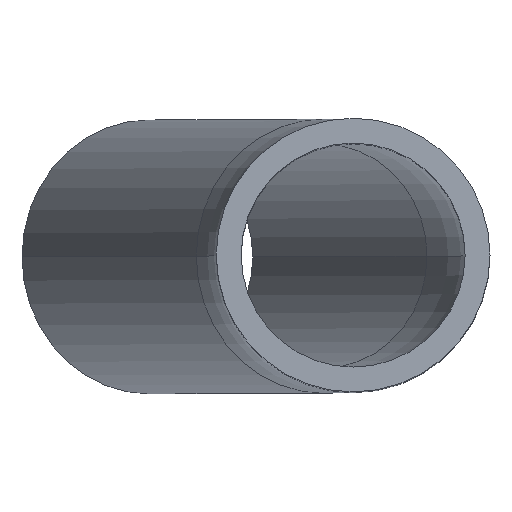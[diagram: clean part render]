
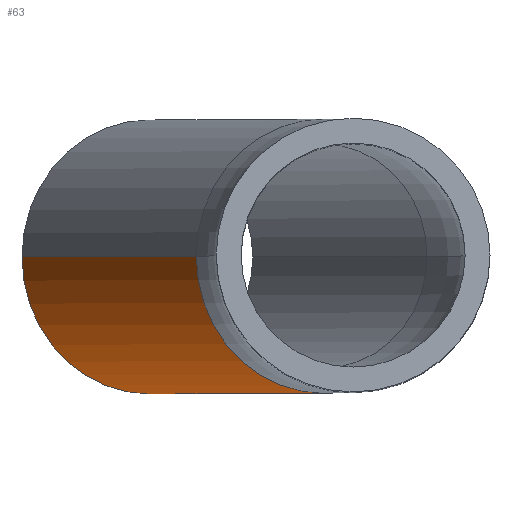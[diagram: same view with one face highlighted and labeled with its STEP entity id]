
A CAD part, top view. The second image highlights one B-rep face of the part: STEP entity #63.
In plain terms, the highlighted cylindrical face has radius 55 mm (diameter 110 mm), a partial arc.
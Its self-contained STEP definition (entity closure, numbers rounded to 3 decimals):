
#63=ADVANCED_FACE('',(#123),#124,.T.);
#123=FACE_OUTER_BOUND('',#175,.T.);
#124=CYLINDRICAL_SURFACE('',#176,55.0);
#175=EDGE_LOOP('',(#284,#285,#286,#287));
#176=AXIS2_PLACEMENT_3D('',#288,#289,#290);
#284=ORIENTED_EDGE('',*,*,#314,.T.);
#285=ORIENTED_EDGE('',*,*,#312,.F.);
#286=ORIENTED_EDGE('',*,*,#316,.T.);
#287=ORIENTED_EDGE('',*,*,#343,.F.);
#288=CARTESIAN_POINT('',(-47.027,0.0,-116.395));
#289=DIRECTION('',(0.375,0.0,0.927));
#290=DIRECTION('',(0.927,0.0,-0.375));
#312=EDGE_CURVE('',#366,#362,#368,.T.);
#314=EDGE_CURVE('',#370,#362,#371,.T.);
#316=EDGE_CURVE('',#366,#372,#374,.T.);
#343=EDGE_CURVE('',#370,#372,#408,.T.);
#362=VERTEX_POINT('',#427);
#366=VERTEX_POINT('',#431);
#368=CIRCLE('',#433,55.0);
#370=VERTEX_POINT('',#435);
#371=LINE('',#436,#437);
#372=VERTEX_POINT('',#438);
#374=LINE('',#440,#441);
#408=CIRCLE('',#481,55.0);
#427=CARTESIAN_POINT('',(38.98,0.,-50.341));
#431=CARTESIAN_POINT('',(-63.01,0.,-9.134));
#433=AXIS2_PLACEMENT_3D('',#512,#513,#514);
#435=CARTESIAN_POINT('',(-31.044,0.0,-223.657));
#436=CARTESIAN_POINT('',(3.968,0.,-136.999));
#437=VECTOR('',#515,1.0);
#438=CARTESIAN_POINT('',(-133.034,0.,-182.45));
#440=CARTESIAN_POINT('',(-98.022,0.,-95.792));
#441=VECTOR('',#519,1.0);
#481=AXIS2_PLACEMENT_3D('',#559,#560,#561);
#512=CARTESIAN_POINT('',(-12.015,0.,-29.737));
#513=DIRECTION('',(0.375,0.,0.927));
#514=DIRECTION('',(0.927,0.,-0.375));
#515=DIRECTION('',(0.375,0.0,0.927));
#519=DIRECTION('',(-0.375,-0.0,-0.927));
#559=CARTESIAN_POINT('',(-82.039,0.0,-203.053));
#560=DIRECTION('',(-0.375,0.0,-0.927));
#561=DIRECTION('',(0.927,0.0,-0.375));
